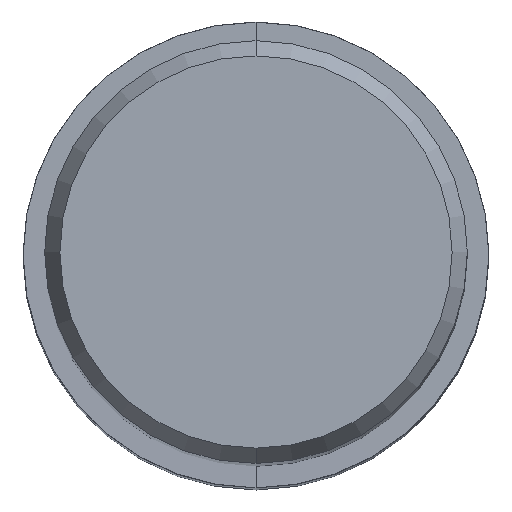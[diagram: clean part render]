
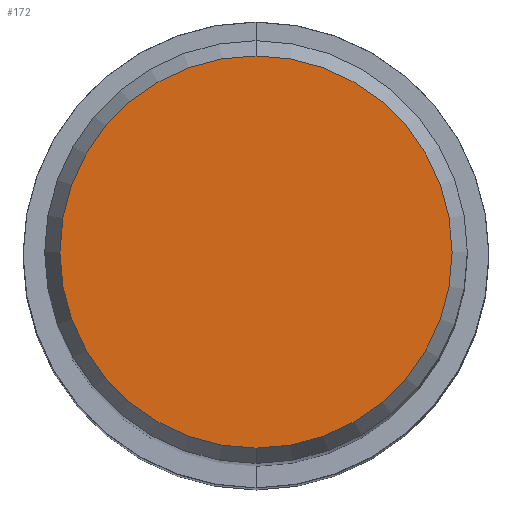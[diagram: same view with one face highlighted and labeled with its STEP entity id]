
A CAD part, top view. The second image highlights one B-rep face of the part: STEP entity #172.
In plain terms, the highlighted planar face has unit normal (0, 0, 1).
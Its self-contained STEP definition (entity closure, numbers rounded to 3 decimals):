
#136=EDGE_CURVE('',#244,#138,#317,.T.);
#138=VERTEX_POINT('',#319);
#172=ADVANCED_FACE('',(#356),#357,.T.);
#244=VERTEX_POINT('',#443);
#268=EDGE_CURVE('',#138,#244,#467,.T.);
#317=CIRCLE('',#518,5.892);
#319=CARTESIAN_POINT('',(0.0,5.892,0.01));
#356=FACE_OUTER_BOUND('',#566,.T.);
#357=PLANE('',#567);
#443=CARTESIAN_POINT('',(0.,-5.892,0.01));
#467=CIRCLE('',#706,5.892);
#518=AXIS2_PLACEMENT_3D('',#747,#748,#749);
#566=EDGE_LOOP('',(#784,#785));
#567=AXIS2_PLACEMENT_3D('',#786,#787,#788);
#706=AXIS2_PLACEMENT_3D('',#935,#936,#937);
#747=CARTESIAN_POINT('',(0.0,0.0,0.01));
#748=DIRECTION('',(0.0,0.0,-1.0));
#749=DIRECTION('',(0.0,1.0,0.0));
#784=ORIENTED_EDGE('',*,*,#268,.F.);
#785=ORIENTED_EDGE('',*,*,#136,.F.);
#786=CARTESIAN_POINT('',(0.0,2.946,0.01));
#787=DIRECTION('',(-0.0,0.0,1.0));
#788=DIRECTION('',(0.0,-1.0,0.0));
#935=CARTESIAN_POINT('',(0.0,0.0,0.01));
#936=DIRECTION('',(0.0,0.0,-1.0));
#937=DIRECTION('',(0.0,1.0,0.0));
